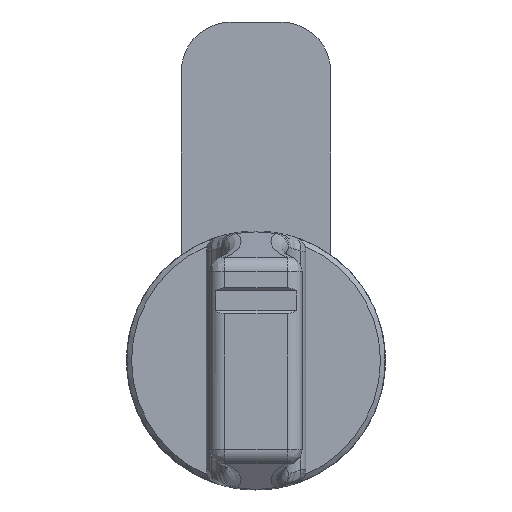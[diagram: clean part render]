
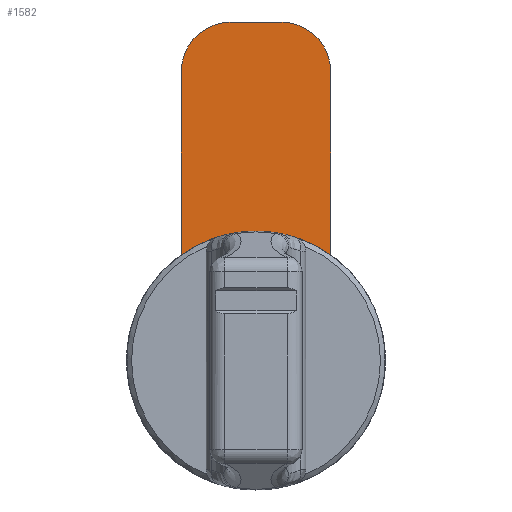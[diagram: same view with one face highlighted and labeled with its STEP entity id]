
A CAD part, front view. The second image highlights one B-rep face of the part: STEP entity #1582.
In plain terms, the highlighted face is planar.
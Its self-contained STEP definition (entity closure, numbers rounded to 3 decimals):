
#85 = VECTOR ( 'NONE', #2800, 1000. ) ;
#262 = EDGE_CURVE ( 'NONE', #3029, #1380, #1012, .T. ) ;
#263 = ORIENTED_EDGE ( 'NONE', *, *, #2839, .F. ) ;
#440 = PLANE ( 'NONE',  #8457 ) ;
#468 = VERTEX_POINT ( 'NONE', #3823 ) ;
#627 = EDGE_LOOP ( 'NONE', ( #805, #1511, #5765, #3495, #2936, #5916, #9897, #8642 ) ) ;
#628 = DIRECTION ( 'NONE',  ( 0., 0., 1. ) ) ;
#690 = CARTESIAN_POINT ( 'NONE',  ( 17.4, -3.05, -2.295 ) ) ;
#727 = ORIENTED_EDGE ( 'NONE', *, *, #9658, .F. ) ;
#805 = ORIENTED_EDGE ( 'NONE', *, *, #6981, .T. ) ;
#868 = CARTESIAN_POINT ( 'NONE',  ( 17.4, 0., 0. ) ) ;
#972 = VERTEX_POINT ( 'NONE', #10097 ) ;
#1012 = LINE ( 'NONE', #9518, #5271 ) ;
#1233 = VERTEX_POINT ( 'NONE', #7757 ) ;
#1241 = CIRCLE ( 'NONE', #10976, 3.6 ) ;
#1380 = VERTEX_POINT ( 'NONE', #2729 ) ;
#1492 = DIRECTION ( 'NONE',  ( 1., 0., 0. ) ) ;
#1511 = ORIENTED_EDGE ( 'NONE', *, *, #262, .F. ) ;
#1582 = ADVANCED_FACE ( 'NONE', ( #3602, #5577 ), #440, .T. ) ;
#1625 = AXIS2_PLACEMENT_3D ( 'NONE', #4610, #10586, #5476 ) ;
#1706 = CIRCLE ( 'NONE', #7217, 5. ) ;
#1731 = DIRECTION ( 'NONE',  ( 0., 0., -1. ) ) ;
#1740 = DIRECTION ( 'NONE',  ( 0., 0., -1. ) ) ;
#1848 = VERTEX_POINT ( 'NONE', #9752 ) ;
#1861 = CIRCLE ( 'NONE', #7395, 3.6 ) ;
#2063 = CARTESIAN_POINT ( 'NONE',  ( 17.4, 3.05, 1.912 ) ) ;
#2083 = VERTEX_POINT ( 'NONE', #10766 ) ;
#2499 = CARTESIAN_POINT ( 'NONE',  ( 17.4, -2.5, 34. ) ) ;
#2551 = DIRECTION ( 'NONE',  ( 1., 0., 0. ) ) ;
#2729 = CARTESIAN_POINT ( 'NONE',  ( 17.4, 3.05, -1.912 ) ) ;
#2772 = VERTEX_POINT ( 'NONE', #5282 ) ;
#2800 = DIRECTION ( 'NONE',  ( 0., -1., 0. ) ) ;
#2815 = CARTESIAN_POINT ( 'NONE',  ( 17.4, -3.05, 1.912 ) ) ;
#2839 = EDGE_CURVE ( 'NONE', #6830, #4603, #6869, .T. ) ;
#2847 = ORIENTED_EDGE ( 'NONE', *, *, #8913, .F. ) ;
#2936 = ORIENTED_EDGE ( 'NONE', *, *, #9767, .T. ) ;
#3029 = VERTEX_POINT ( 'NONE', #2063 ) ;
#3206 = LINE ( 'NONE', #6310, #9723 ) ;
#3495 = ORIENTED_EDGE ( 'NONE', *, *, #3862, .F. ) ;
#3602 = FACE_BOUND ( 'NONE', #627, .T. ) ;
#3725 = CARTESIAN_POINT ( 'NONE',  ( 17.4, 0., 0. ) ) ;
#3823 = CARTESIAN_POINT ( 'NONE',  ( 17.4, -1.912, -3.05 ) ) ;
#3857 = CARTESIAN_POINT ( 'NONE',  ( 17.4, -9., -11.65 ) ) ;
#3862 = EDGE_CURVE ( 'NONE', #972, #1233, #8243, .T. ) ;
#3960 = VECTOR ( 'NONE', #6662, 1000. ) ;
#3963 = EDGE_CURVE ( 'NONE', #4254, #468, #1861, .T. ) ;
#4222 = CARTESIAN_POINT ( 'NONE',  ( 17.4, -2.5, 29. ) ) ;
#4254 = VERTEX_POINT ( 'NONE', #5559 ) ;
#4371 = VERTEX_POINT ( 'NONE', #9128 ) ;
#4380 = EDGE_CURVE ( 'NONE', #1848, #468, #7032, .T. ) ;
#4549 = CARTESIAN_POINT ( 'NONE',  ( 17.4, 0., -7.5 ) ) ;
#4563 = DIRECTION ( 'NONE',  ( 0., 0., -1. ) ) ;
#4603 = VERTEX_POINT ( 'NONE', #2499 ) ;
#4610 = CARTESIAN_POINT ( 'NONE',  ( 17.4, 2.5, 29. ) ) ;
#4651 = EDGE_CURVE ( 'NONE', #4603, #5446, #1706, .T. ) ;
#4707 = DIRECTION ( 'NONE',  ( 1., 0., 0. ) ) ;
#4708 = DIRECTION ( 'NONE',  ( 0., 0., 1. ) ) ;
#4810 = CARTESIAN_POINT ( 'NONE',  ( 17.4, -2.295, -3.05 ) ) ;
#4828 = CARTESIAN_POINT ( 'NONE',  ( 17.4, 0., 0. ) ) ;
#4853 = DIRECTION ( 'NONE',  ( 0., -1., 0. ) ) ;
#4955 = CARTESIAN_POINT ( 'NONE',  ( 17.4, 2.5, 34. ) ) ;
#4995 = CARTESIAN_POINT ( 'NONE',  ( 17.4, -7.5, 29. ) ) ;
#5095 = DIRECTION ( 'NONE',  ( 0., 0., -1. ) ) ;
#5271 = VECTOR ( 'NONE', #1731, 1000. ) ;
#5282 = CARTESIAN_POINT ( 'NONE',  ( 17.4, -7.5, 0. ) ) ;
#5322 = EDGE_LOOP ( 'NONE', ( #9127, #7581, #7552, #727, #7735, #263, #2847 ) ) ;
#5431 = DIRECTION ( 'NONE',  ( 0., 0., -1. ) ) ;
#5446 = VERTEX_POINT ( 'NONE', #4995 ) ;
#5462 = VECTOR ( 'NONE', #628, 1000. ) ;
#5476 = DIRECTION ( 'NONE',  ( 0., 0., -1. ) ) ;
#5488 = CIRCLE ( 'NONE', #1625, 5. ) ;
#5559 = CARTESIAN_POINT ( 'NONE',  ( 17.4, -3.05, -1.912 ) ) ;
#5577 = FACE_OUTER_BOUND ( 'NONE', #5322, .T. ) ;
#5687 = DIRECTION ( 'NONE',  ( 0., 0., -1. ) ) ;
#5708 = CIRCLE ( 'NONE', #6033, 3.6 ) ;
#5765 = ORIENTED_EDGE ( 'NONE', *, *, #8876, .T. ) ;
#5916 = ORIENTED_EDGE ( 'NONE', *, *, #9950, .F. ) ;
#6033 = AXIS2_PLACEMENT_3D ( 'NONE', #9832, #4707, #10693 ) ;
#6162 = CARTESIAN_POINT ( 'NONE',  ( 17.4, -3., 34. ) ) ;
#6310 = CARTESIAN_POINT ( 'NONE',  ( 17.4, -7.5, 31.9 ) ) ;
#6481 = DIRECTION ( 'NONE',  ( 0., 1., 0. ) ) ;
#6588 = CARTESIAN_POINT ( 'NONE',  ( 17.4, 0., 0. ) ) ;
#6591 = CARTESIAN_POINT ( 'NONE',  ( 17.4, 7.5, -2.9 ) ) ;
#6662 = DIRECTION ( 'NONE',  ( 0., 0., 1. ) ) ;
#6821 = DIRECTION ( 'NONE',  ( 1., 0., 0. ) ) ;
#6830 = VERTEX_POINT ( 'NONE', #4955 ) ;
#6869 = LINE ( 'NONE', #6162, #85 ) ;
#6923 = AXIS2_PLACEMENT_3D ( 'NONE', #7658, #2551, #8704 ) ;
#6981 = EDGE_CURVE ( 'NONE', #1848, #1380, #7174, .T. ) ;
#7032 = LINE ( 'NONE', #4810, #8776 ) ;
#7174 = CIRCLE ( 'NONE', #8572, 3.6 ) ;
#7217 = AXIS2_PLACEMENT_3D ( 'NONE', #4222, #10197, #5095 ) ;
#7394 = CIRCLE ( 'NONE', #6923, 7.5 ) ;
#7395 = AXIS2_PLACEMENT_3D ( 'NONE', #6588, #1492, #7449 ) ;
#7449 = DIRECTION ( 'NONE',  ( 0., 0., -1. ) ) ;
#7552 = ORIENTED_EDGE ( 'NONE', *, *, #10436, .F. ) ;
#7581 = ORIENTED_EDGE ( 'NONE', *, *, #9097, .F. ) ;
#7658 = CARTESIAN_POINT ( 'NONE',  ( 17.4, 0., 0. ) ) ;
#7735 = ORIENTED_EDGE ( 'NONE', *, *, #4651, .F. ) ;
#7757 = CARTESIAN_POINT ( 'NONE',  ( 17.4, 1.912, 3.05 ) ) ;
#8243 = LINE ( 'NONE', #9886, #9342 ) ;
#8457 = AXIS2_PLACEMENT_3D ( 'NONE', #3857, #9836, #4708 ) ;
#8572 = AXIS2_PLACEMENT_3D ( 'NONE', #868, #6821, #1740 ) ;
#8642 = ORIENTED_EDGE ( 'NONE', *, *, #4380, .F. ) ;
#8704 = DIRECTION ( 'NONE',  ( 0., 0., -1. ) ) ;
#8776 = VECTOR ( 'NONE', #4853, 1000. ) ;
#8818 = VERTEX_POINT ( 'NONE', #2815 ) ;
#8876 = EDGE_CURVE ( 'NONE', #3029, #1233, #1241, .T. ) ;
#8913 = EDGE_CURVE ( 'NONE', #4371, #6830, #5488, .T. ) ;
#9049 = AXIS2_PLACEMENT_3D ( 'NONE', #4828, #10831, #5687 ) ;
#9097 = EDGE_CURVE ( 'NONE', #10934, #2083, #9888, .T. ) ;
#9127 = ORIENTED_EDGE ( 'NONE', *, *, #9339, .F. ) ;
#9128 = CARTESIAN_POINT ( 'NONE',  ( 17.4, 7.5, 29. ) ) ;
#9339 = EDGE_CURVE ( 'NONE', #2083, #4371, #10008, .T. ) ;
#9342 = VECTOR ( 'NONE', #6481, 1000. ) ;
#9518 = CARTESIAN_POINT ( 'NONE',  ( 17.4, 3.05, 2.295 ) ) ;
#9658 = EDGE_CURVE ( 'NONE', #5446, #2772, #3206, .T. ) ;
#9695 = DIRECTION ( 'NONE',  ( 1., 0., 0. ) ) ;
#9723 = VECTOR ( 'NONE', #5431, 1000. ) ;
#9752 = CARTESIAN_POINT ( 'NONE',  ( 17.4, 1.912, -3.05 ) ) ;
#9767 = EDGE_CURVE ( 'NONE', #972, #8818, #5708, .T. ) ;
#9832 = CARTESIAN_POINT ( 'NONE',  ( 17.4, 0., 0. ) ) ;
#9836 = DIRECTION ( 'NONE',  ( -1., 0., 0. ) ) ;
#9886 = CARTESIAN_POINT ( 'NONE',  ( 17.4, -2.295, 3.05 ) ) ;
#9888 = CIRCLE ( 'NONE', #9049, 7.5 ) ;
#9897 = ORIENTED_EDGE ( 'NONE', *, *, #3963, .T. ) ;
#9950 = EDGE_CURVE ( 'NONE', #4254, #8818, #10500, .T. ) ;
#10008 = LINE ( 'NONE', #6591, #5462 ) ;
#10097 = CARTESIAN_POINT ( 'NONE',  ( 17.4, -1.912, 3.05 ) ) ;
#10197 = DIRECTION ( 'NONE',  ( 1., 0., 0. ) ) ;
#10436 = EDGE_CURVE ( 'NONE', #2772, #10934, #7394, .T. ) ;
#10500 = LINE ( 'NONE', #690, #3960 ) ;
#10586 = DIRECTION ( 'NONE',  ( 1., 0., 0. ) ) ;
#10693 = DIRECTION ( 'NONE',  ( 0., 0., -1. ) ) ;
#10766 = CARTESIAN_POINT ( 'NONE',  ( 17.4, 7.5, 0. ) ) ;
#10831 = DIRECTION ( 'NONE',  ( 1., 0., 0. ) ) ;
#10934 = VERTEX_POINT ( 'NONE', #4549 ) ;
#10976 = AXIS2_PLACEMENT_3D ( 'NONE', #3725, #9695, #4563 ) ;
